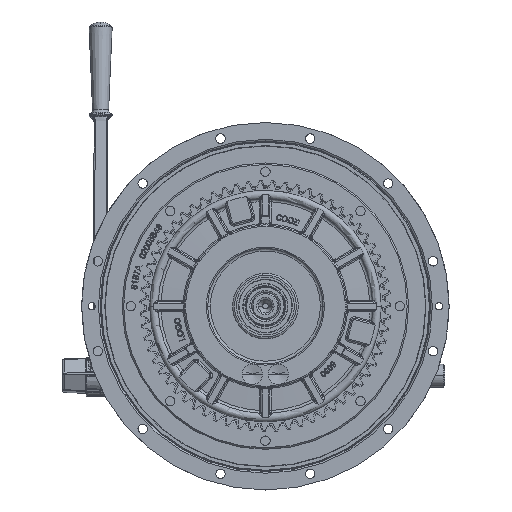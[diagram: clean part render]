
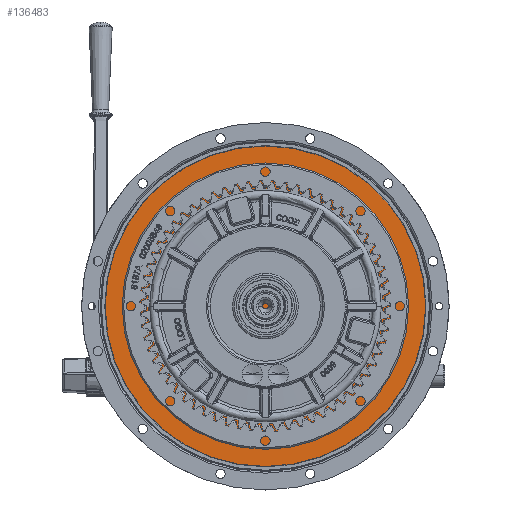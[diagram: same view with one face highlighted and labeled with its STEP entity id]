
A CAD part, top view. The second image highlights one B-rep face of the part: STEP entity #136483.
In plain terms, the highlighted planar face has unit normal (0, 0, 1).
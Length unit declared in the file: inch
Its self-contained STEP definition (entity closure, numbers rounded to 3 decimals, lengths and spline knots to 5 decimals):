
#4651 = AXIS2_PLACEMENT_3D ( 'NONE', #26369, #113191, #38843 ) ;
#26369 = CARTESIAN_POINT ( 'NONE',  ( 0., 0., 0. ) ) ;
#26701 = DIRECTION ( 'NONE',  ( 0., 0., 1. ) ) ;
#26963 = AXIS2_PLACEMENT_3D ( 'NONE', #101049, #26701, #113531 ) ;
#29749 = CARTESIAN_POINT ( 'NONE',  ( 7., 0., 0. ) ) ;
#30237 = CARTESIAN_POINT ( 'NONE',  ( 0., 0., 0. ) ) ;
#30839 = AXIS2_PLACEMENT_3D ( 'NONE', #30237, #117082, #42716 ) ;
#38843 = DIRECTION ( 'NONE',  ( 1., 0., 0. ) ) ;
#42602 = EDGE_LOOP ( 'NONE', ( #157798, #72881 ) ) ;
#42716 = DIRECTION ( 'NONE',  ( 1., 0., 0. ) ) ;
#58919 = FACE_OUTER_BOUND ( 'NONE', #42602, .T. ) ;
#72881 = ORIENTED_EDGE ( 'NONE', *, *, #107546, .T. ) ;
#84444 = CIRCLE ( 'NONE', #26963, 7. ) ;
#101049 = CARTESIAN_POINT ( 'NONE',  ( 0., 0., 0. ) ) ;
#107546 = EDGE_CURVE ( 'NONE', #151790, #120046, #118488, .T. ) ;
#110493 = CARTESIAN_POINT ( 'NONE',  ( -7., 0., 0. ) ) ;
#112656 = PLANE ( 'NONE',  #4651 ) ;
#113191 = DIRECTION ( 'NONE',  ( 0., 0., 1. ) ) ;
#113531 = DIRECTION ( 'NONE',  ( 1., 0., 0. ) ) ;
#117082 = DIRECTION ( 'NONE',  ( 0., 0., 1. ) ) ;
#118488 = CIRCLE ( 'NONE', #30839, 7. ) ;
#120046 = VERTEX_POINT ( 'NONE', #29749 ) ;
#136483 = ADVANCED_FACE ( 'NONE', ( #58919 ), #112656, .T. ) ;
#140417 = EDGE_CURVE ( 'NONE', #120046, #151790, #84444, .T. ) ;
#151790 = VERTEX_POINT ( 'NONE', #110493 ) ;
#157798 = ORIENTED_EDGE ( 'NONE', *, *, #140417, .T. ) ;
